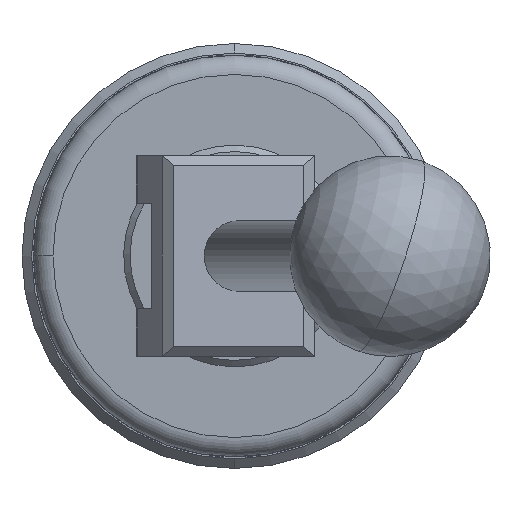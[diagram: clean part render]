
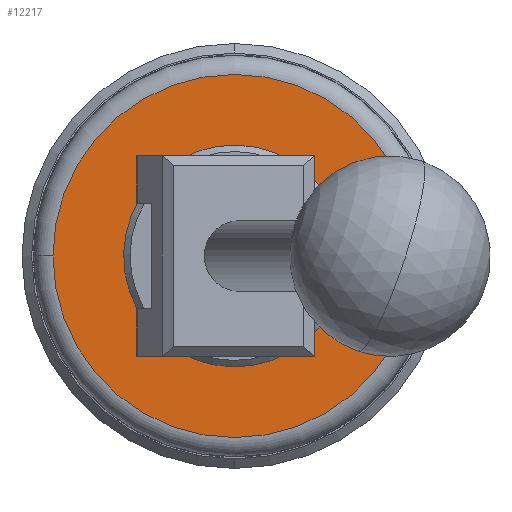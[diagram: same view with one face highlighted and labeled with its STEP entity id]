
A CAD part, front view. The second image highlights one B-rep face of the part: STEP entity #12217.
In plain terms, the highlighted planar face has unit normal (0, -1, 0).
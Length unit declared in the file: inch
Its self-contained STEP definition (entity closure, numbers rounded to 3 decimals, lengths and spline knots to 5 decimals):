
#259 = ORIENTED_EDGE ( 'NONE', *, *, #1402, .T. ) ;
#547 = EDGE_CURVE ( 'NONE', #12736, #11683, #9116, .T. ) ;
#1106 = AXIS2_PLACEMENT_3D ( 'NONE', #8852, #10014, #14031 ) ;
#1402 = EDGE_CURVE ( 'NONE', #11683, #12736, #8004, .T. ) ;
#1512 = CARTESIAN_POINT ( 'NONE',  ( 0., 0., -0.348 ) ) ;
#1549 = AXIS2_PLACEMENT_3D ( 'NONE', #1512, #8234, #3751 ) ;
#1661 = ORIENTED_EDGE ( 'NONE', *, *, #2927, .F. ) ;
#2074 = AXIS2_PLACEMENT_3D ( 'NONE', #4802, #9218, #10161 ) ;
#2927 = EDGE_CURVE ( 'NONE', #3463, #3494, #5544, .T. ) ;
#3463 = VERTEX_POINT ( 'NONE', #8659 ) ;
#3494 = VERTEX_POINT ( 'NONE', #7985 ) ;
#3538 = DIRECTION ( 'NONE',  ( 0., -1., 0. ) ) ;
#3751 = DIRECTION ( 'NONE',  ( 1., 0., 0. ) ) ;
#4565 = DIRECTION ( 'NONE',  ( 1., 0., 0. ) ) ;
#4802 = CARTESIAN_POINT ( 'NONE',  ( 0., 0., 0. ) ) ;
#4984 = PLANE ( 'NONE',  #1549 ) ;
#5044 = CARTESIAN_POINT ( 'NONE',  ( -1.13, 0., 0. ) ) ;
#5089 = EDGE_LOOP ( 'NONE', ( #7135, #259 ) ) ;
#5509 = CIRCLE ( 'NONE', #1106, 0.348 ) ;
#5544 = CIRCLE ( 'NONE', #2074, 0.348 ) ;
#6133 = CARTESIAN_POINT ( 'NONE',  ( 0., 0., 0. ) ) ;
#7029 = AXIS2_PLACEMENT_3D ( 'NONE', #6133, #7189, #12918 ) ;
#7135 = ORIENTED_EDGE ( 'NONE', *, *, #547, .T. ) ;
#7189 = DIRECTION ( 'NONE',  ( 0., -1., 0. ) ) ;
#7985 = CARTESIAN_POINT ( 'NONE',  ( 0.348, 0., 0. ) ) ;
#8004 = CIRCLE ( 'NONE', #12470, 1.13 ) ;
#8234 = DIRECTION ( 'NONE',  ( 0., -1., 0. ) ) ;
#8659 = CARTESIAN_POINT ( 'NONE',  ( -0.348, 0., 0. ) ) ;
#8852 = CARTESIAN_POINT ( 'NONE',  ( 0., 0., 0. ) ) ;
#9116 = CIRCLE ( 'NONE', #7029, 1.13 ) ;
#9218 = DIRECTION ( 'NONE',  ( 0., -1., 0. ) ) ;
#10014 = DIRECTION ( 'NONE',  ( 0., -1., 0. ) ) ;
#10161 = DIRECTION ( 'NONE',  ( 1., 0., 0. ) ) ;
#10489 = ORIENTED_EDGE ( 'NONE', *, *, #12625, .F. ) ;
#10500 = FACE_OUTER_BOUND ( 'NONE', #5089, .T. ) ;
#11329 = CARTESIAN_POINT ( 'NONE',  ( 0., 0., 0. ) ) ;
#11683 = VERTEX_POINT ( 'NONE', #5044 ) ;
#12217 = ADVANCED_FACE ( 'NONE', ( #10500, #13842 ), #4984, .T. ) ;
#12470 = AXIS2_PLACEMENT_3D ( 'NONE', #11329, #3538, #4565 ) ;
#12625 = EDGE_CURVE ( 'NONE', #3494, #3463, #5509, .T. ) ;
#12724 = EDGE_LOOP ( 'NONE', ( #10489, #1661 ) ) ;
#12736 = VERTEX_POINT ( 'NONE', #12806 ) ;
#12806 = CARTESIAN_POINT ( 'NONE',  ( 1.13, 0., 0. ) ) ;
#12918 = DIRECTION ( 'NONE',  ( 1., 0., 0. ) ) ;
#13842 = FACE_BOUND ( 'NONE', #12724, .T. ) ;
#14031 = DIRECTION ( 'NONE',  ( 1., 0., 0. ) ) ;
